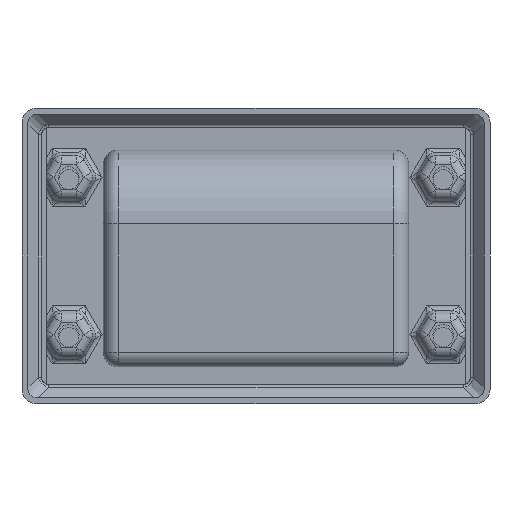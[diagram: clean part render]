
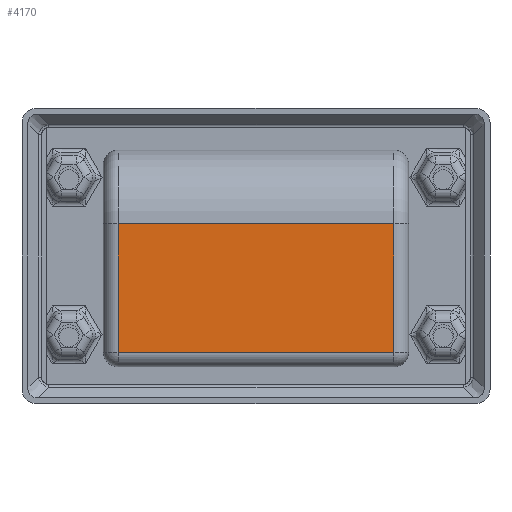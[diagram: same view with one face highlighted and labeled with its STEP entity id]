
A CAD part, front view. The second image highlights one B-rep face of the part: STEP entity #4170.
In plain terms, the highlighted face is planar.
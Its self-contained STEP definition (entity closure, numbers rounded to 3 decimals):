
#487=LINE('',#8252,#802);
#490=LINE('',#8268,#805);
#492=LINE('',#8274,#807);
#493=LINE('',#8275,#808);
#802=VECTOR('',#5859,26.);
#805=VECTOR('',#5880,56.);
#807=VECTOR('',#5886,56.);
#808=VECTOR('',#5887,26.);
#895=PLANE('',#4643);
#1179=FACE_OUTER_BOUND('',#1469,.T.);
#1469=EDGE_LOOP('',(#3706,#3707,#3708,#3709));
#2000=VERTEX_POINT('',#8249);
#2001=VERTEX_POINT('',#8251);
#2005=VERTEX_POINT('',#8267);
#2007=VERTEX_POINT('',#8273);
#2579=EDGE_CURVE('',#2000,#2001,#487,.T.);
#2587=EDGE_CURVE('',#2001,#2005,#490,.T.);
#2590=EDGE_CURVE('',#2000,#2007,#492,.T.);
#2591=EDGE_CURVE('',#2005,#2007,#493,.T.);
#3706=ORIENTED_EDGE('',*,*,#2579,.F.);
#3707=ORIENTED_EDGE('',*,*,#2590,.T.);
#3708=ORIENTED_EDGE('',*,*,#2591,.F.);
#3709=ORIENTED_EDGE('',*,*,#2587,.F.);
#4170=ADVANCED_FACE('',(#1179),#895,.T.);
#4643=AXIS2_PLACEMENT_3D('',#8272,#5884,#5885);
#5859=DIRECTION('',(0.,1.,0.));
#5880=DIRECTION('',(1.,0.,0.));
#5884=DIRECTION('center_axis',(0.,0.,1.));
#5885=DIRECTION('ref_axis',(0.,-1.,0.));
#5886=DIRECTION('',(1.,0.,0.));
#5887=DIRECTION('',(0.,-1.,0.));
#8249=CARTESIAN_POINT('',(-28.,-19.,15.5));
#8251=CARTESIAN_POINT('',(-28.,7.,15.5));
#8252=CARTESIAN_POINT('',(-28.,2.524,15.5));
#8267=CARTESIAN_POINT('',(28.,7.,15.5));
#8268=CARTESIAN_POINT('',(0.,7.,15.5));
#8272=CARTESIAN_POINT('Origin',(0.,7.,15.5));
#8273=CARTESIAN_POINT('',(28.,-19.,15.5));
#8274=CARTESIAN_POINT('',(0.,-19.,15.5));
#8275=CARTESIAN_POINT('',(28.,2.524,15.5));
